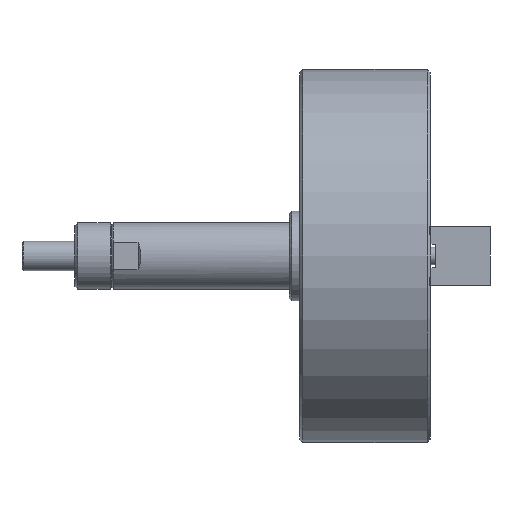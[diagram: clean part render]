
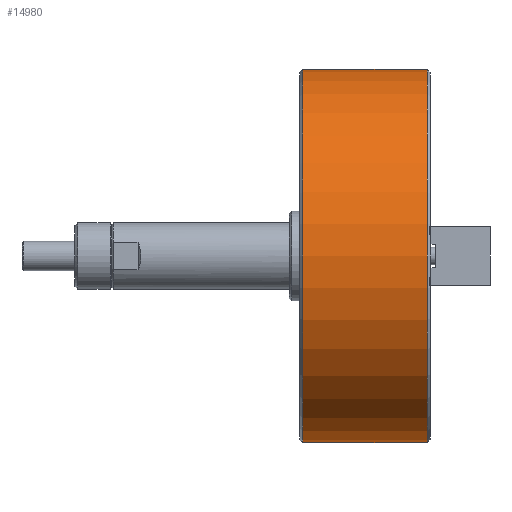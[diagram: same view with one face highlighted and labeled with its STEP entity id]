
A CAD part, front view. The second image highlights one B-rep face of the part: STEP entity #14980.
In plain terms, the highlighted cylindrical face has radius 127 mm (diameter 254 mm), a partial arc.
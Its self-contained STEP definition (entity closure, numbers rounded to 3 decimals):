
#460 = CARTESIAN_POINT ( 'NONE',  ( 2., 0., 127. ) ) ;
#629 = AXIS2_PLACEMENT_3D ( 'NONE', #13091, #32475, #24187 ) ;
#4453 = EDGE_CURVE ( 'NONE', #8418, #20373, #4564, .T. ) ;
#4564 = LINE ( 'NONE', #33807, #14525 ) ;
#5050 = AXIS2_PLACEMENT_3D ( 'NONE', #22896, #6393, #25674 ) ;
#6393 = DIRECTION ( 'NONE',  ( -1., 0., 0. ) ) ;
#8418 = VERTEX_POINT ( 'NONE', #13754 ) ;
#11597 = DIRECTION ( 'NONE',  ( -1., 0., 0. ) ) ;
#12764 = CIRCLE ( 'NONE', #5050, 127. ) ;
#13091 = CARTESIAN_POINT ( 'NONE',  ( 0., 0., 0. ) ) ;
#13632 = VECTOR ( 'NONE', #11597, 1000. ) ;
#13754 = CARTESIAN_POINT ( 'NONE',  ( 87., 0., -127. ) ) ;
#13828 = DIRECTION ( 'NONE',  ( 1., 0., 0. ) ) ;
#14525 = VECTOR ( 'NONE', #28934, 1000. ) ;
#14980 = ADVANCED_FACE ( 'NONE', ( #32726 ), #19931, .T. ) ;
#15447 = ORIENTED_EDGE ( 'NONE', *, *, #29878, .T. ) ;
#16989 = ORIENTED_EDGE ( 'NONE', *, *, #30411, .T. ) ;
#18673 = EDGE_LOOP ( 'NONE', ( #34749, #19671, #15447, #16989 ) ) ;
#19671 = ORIENTED_EDGE ( 'NONE', *, *, #29927, .T. ) ;
#19931 = CYLINDRICAL_SURFACE ( 'NONE', #629, 127. ) ;
#20373 = VERTEX_POINT ( 'NONE', #23784 ) ;
#22896 = CARTESIAN_POINT ( 'NONE',  ( 87., 0., 0. ) ) ;
#23784 = CARTESIAN_POINT ( 'NONE',  ( 2., 0., -127. ) ) ;
#24187 = DIRECTION ( 'NONE',  ( 0., 0., 1. ) ) ;
#25326 = CARTESIAN_POINT ( 'NONE',  ( 0., 0., 127. ) ) ;
#25674 = DIRECTION ( 'NONE',  ( 0., 0., 1. ) ) ;
#26583 = CARTESIAN_POINT ( 'NONE',  ( 87., 0., 127. ) ) ;
#27603 = VERTEX_POINT ( 'NONE', #26583 ) ;
#28934 = DIRECTION ( 'NONE',  ( -1., 0., 0. ) ) ;
#29878 = EDGE_CURVE ( 'NONE', #27603, #34353, #35586, .T. ) ;
#29927 = EDGE_CURVE ( 'NONE', #8418, #27603, #12764, .T. ) ;
#29982 = CIRCLE ( 'NONE', #30234, 127. ) ;
#30234 = AXIS2_PLACEMENT_3D ( 'NONE', #30350, #13828, #33100 ) ;
#30350 = CARTESIAN_POINT ( 'NONE',  ( 2., 0., 0. ) ) ;
#30411 = EDGE_CURVE ( 'NONE', #34353, #20373, #29982, .T. ) ;
#32475 = DIRECTION ( 'NONE',  ( -1., 0., 0. ) ) ;
#32726 = FACE_OUTER_BOUND ( 'NONE', #18673, .T. ) ;
#33100 = DIRECTION ( 'NONE',  ( 0., 0., 1. ) ) ;
#33807 = CARTESIAN_POINT ( 'NONE',  ( 0., 0., -127. ) ) ;
#34353 = VERTEX_POINT ( 'NONE', #460 ) ;
#34749 = ORIENTED_EDGE ( 'NONE', *, *, #4453, .F. ) ;
#35586 = LINE ( 'NONE', #25326, #13632 ) ;
